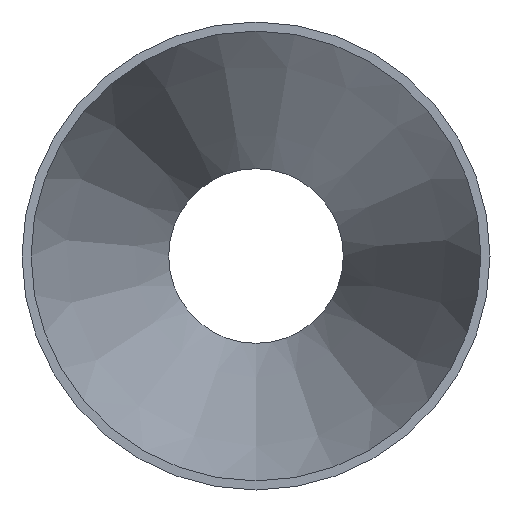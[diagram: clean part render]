
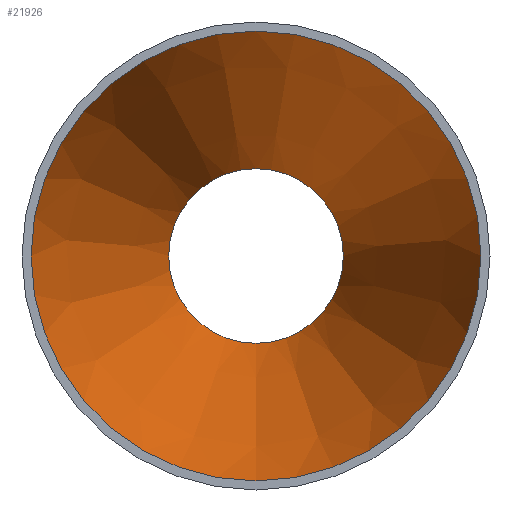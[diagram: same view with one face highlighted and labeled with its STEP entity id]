
A CAD part, front view. The second image highlights one B-rep face of the part: STEP entity #21926.
In plain terms, the highlighted conical face has half-angle 17.615 degrees and reference radius 51.902 mm.
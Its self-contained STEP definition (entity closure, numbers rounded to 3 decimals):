
#1579 = CARTESIAN_POINT ( 'NONE',  ( 0., 0., -51.902 ) ) ;
#1713 = DIRECTION ( 'NONE',  ( 0., 0., -1. ) ) ;
#2790 = EDGE_CURVE ( 'NONE', #9567, #9567, #21201, .T. ) ;
#3657 = DIRECTION ( 'NONE',  ( 0., 0., -1. ) ) ;
#5497 = ORIENTED_EDGE ( 'NONE', *, *, #21806, .F. ) ;
#5573 = CARTESIAN_POINT ( 'NONE',  ( 0., 0., 0. ) ) ;
#5581 = ORIENTED_EDGE ( 'NONE', *, *, #2790, .T. ) ;
#5699 = FACE_BOUND ( 'NONE', #25796, .T. ) ;
#7517 = DIRECTION ( 'NONE',  ( 0., -1., 0. ) ) ;
#9567 = VERTEX_POINT ( 'NONE', #1579 ) ;
#9713 = AXIS2_PLACEMENT_3D ( 'NONE', #21910, #7517, #3657 ) ;
#11235 = AXIS2_PLACEMENT_3D ( 'NONE', #5573, #13829, #1713 ) ;
#11940 = FACE_OUTER_BOUND ( 'NONE', #17716, .T. ) ;
#13306 = CARTESIAN_POINT ( 'NONE',  ( 0., 100., 0. ) ) ;
#13829 = DIRECTION ( 'NONE',  ( 0., -1., 0. ) ) ;
#17427 = DIRECTION ( 'NONE',  ( 0., -1., 0. ) ) ;
#17716 = EDGE_LOOP ( 'NONE', ( #5581 ) ) ;
#17817 = VERTEX_POINT ( 'NONE', #25934 ) ;
#19948 = DIRECTION ( 'NONE',  ( 0., 0., -1. ) ) ;
#21010 = CONICAL_SURFACE ( 'NONE', #11235, 51.902, 0.307 ) ;
#21201 = CIRCLE ( 'NONE', #9713, 51.902 ) ;
#21806 = EDGE_CURVE ( 'NONE', #17817, #17817, #25667, .T. ) ;
#21910 = CARTESIAN_POINT ( 'NONE',  ( 0., 0., 0. ) ) ;
#21926 = ADVANCED_FACE ( 'NONE', ( #5699, #11940 ), #21010, .F. ) ;
#22715 = AXIS2_PLACEMENT_3D ( 'NONE', #13306, #17427, #19948 ) ;
#25667 = CIRCLE ( 'NONE', #22715, 20.152 ) ;
#25796 = EDGE_LOOP ( 'NONE', ( #5497 ) ) ;
#25934 = CARTESIAN_POINT ( 'NONE',  ( 0., 100., -20.152 ) ) ;
